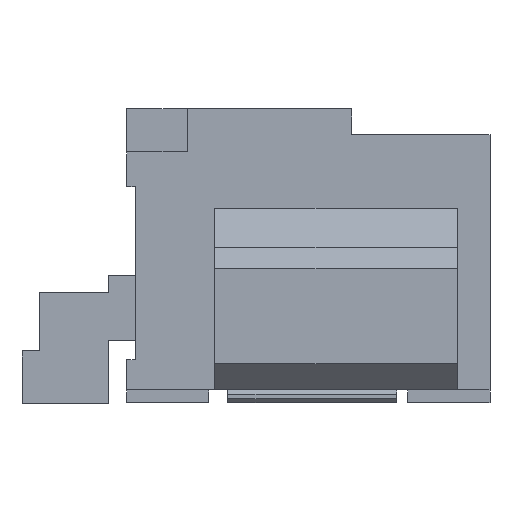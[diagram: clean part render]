
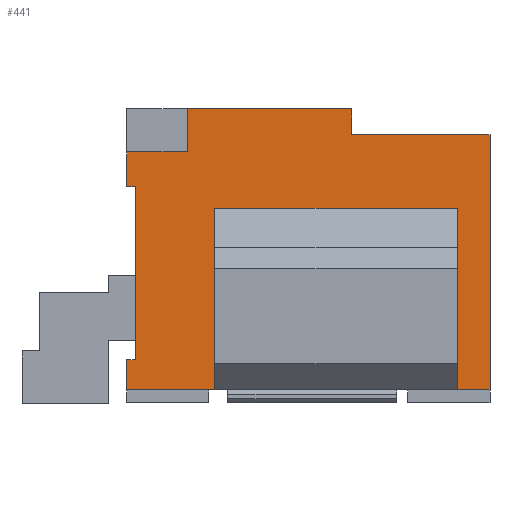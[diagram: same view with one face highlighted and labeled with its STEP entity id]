
A CAD part, left-side view. The second image highlights one B-rep face of the part: STEP entity #441.
In plain terms, the highlighted planar face has unit normal (-1, 0, 0).
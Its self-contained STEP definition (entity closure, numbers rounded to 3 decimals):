
#441 = ADVANCED_FACE( '', ( #865 ), #866, .T. );
#865 = FACE_OUTER_BOUND( '', #1291, .T. );
#866 = PLANE( '', #1292 );
#1291 = EDGE_LOOP( '', ( #2382, #2383, #2384, #2385, #2386, #2387, #2388, #2389, #2390, #2391, #2392, #2393, #2394, #2395, #2396, #2397 ) );
#1292 = AXIS2_PLACEMENT_3D( '', #2398, #2399, #2400 );
#2382 = ORIENTED_EDGE( '', *, *, #3135, .F. );
#2383 = ORIENTED_EDGE( '', *, *, #2806, .T. );
#2384 = ORIENTED_EDGE( '', *, *, #2743, .F. );
#2385 = ORIENTED_EDGE( '', *, *, #3060, .F. );
#2386 = ORIENTED_EDGE( '', *, *, #3160, .T. );
#2387 = ORIENTED_EDGE( '', *, *, #2942, .F. );
#2388 = ORIENTED_EDGE( '', *, *, #3165, .T. );
#2389 = ORIENTED_EDGE( '', *, *, #3166, .T. );
#2390 = ORIENTED_EDGE( '', *, *, #3167, .F. );
#2391 = ORIENTED_EDGE( '', *, *, #3075, .F. );
#2392 = ORIENTED_EDGE( '', *, *, #3012, .F. );
#2393 = ORIENTED_EDGE( '', *, *, #3168, .T. );
#2394 = ORIENTED_EDGE( '', *, *, #3137, .F. );
#2395 = ORIENTED_EDGE( '', *, *, #2918, .T. );
#2396 = ORIENTED_EDGE( '', *, *, #2761, .T. );
#2397 = ORIENTED_EDGE( '', *, *, #2980, .T. );
#2398 = CARTESIAN_POINT( '', ( -2.125, 0., 0. ) );
#2399 = DIRECTION( '', ( -1., 0., 0. ) );
#2400 = DIRECTION( '', ( 0., 0., 1. ) );
#2743 = EDGE_CURVE( '', #3289, #3290, #3291, .T. );
#2761 = EDGE_CURVE( '', #3317, #3321, #3323, .T. );
#2806 = EDGE_CURVE( '', #3401, #3290, #3402, .T. );
#2918 = EDGE_CURVE( '', #3592, #3317, #3593, .T. );
#2942 = EDGE_CURVE( '', #3624, #3626, #3627, .T. );
#2980 = EDGE_CURVE( '', #3321, #3683, #3686, .T. );
#3012 = EDGE_CURVE( '', #3729, #3730, #3731, .T. );
#3060 = EDGE_CURVE( '', #3789, #3289, #3791, .T. );
#3075 = EDGE_CURVE( '', #3730, #3811, #3812, .T. );
#3135 = EDGE_CURVE( '', #3401, #3683, #3892, .T. );
#3137 = EDGE_CURVE( '', #3592, #3894, #3895, .T. );
#3160 = EDGE_CURVE( '', #3789, #3626, #3921, .T. );
#3165 = EDGE_CURVE( '', #3624, #3927, #3928, .T. );
#3166 = EDGE_CURVE( '', #3927, #3929, #3930, .T. );
#3167 = EDGE_CURVE( '', #3811, #3929, #3931, .T. );
#3168 = EDGE_CURVE( '', #3729, #3894, #3932, .T. );
#3289 = VERTEX_POINT( '', #4087 );
#3290 = VERTEX_POINT( '', #4088 );
#3291 = LINE( '', #4089, #4090 );
#3317 = VERTEX_POINT( '', #4127 );
#3321 = VERTEX_POINT( '', #4133 );
#3323 = LINE( '', #4136, #4137 );
#3401 = VERTEX_POINT( '', #4252 );
#3402 = LINE( '', #4253, #4254 );
#3592 = VERTEX_POINT( '', #4536 );
#3593 = LINE( '', #4537, #4538 );
#3624 = VERTEX_POINT( '', #4585 );
#3626 = VERTEX_POINT( '', #4588 );
#3627 = LINE( '', #4589, #4590 );
#3683 = VERTEX_POINT( '', #4675 );
#3686 = LINE( '', #4679, #4680 );
#3729 = VERTEX_POINT( '', #4744 );
#3730 = VERTEX_POINT( '', #4745 );
#3731 = LINE( '', #4746, #4747 );
#3789 = VERTEX_POINT( '', #4837 );
#3791 = LINE( '', #4840, #4841 );
#3811 = VERTEX_POINT( '', #4871 );
#3812 = LINE( '', #4872, #4873 );
#3892 = LINE( '', #4997, #4998 );
#3894 = VERTEX_POINT( '', #5001 );
#3895 = LINE( '', #5002, #5003 );
#3921 = LINE( '', #5045, #5046 );
#3927 = VERTEX_POINT( '', #5054 );
#3928 = LINE( '', #5055, #5056 );
#3929 = VERTEX_POINT( '', #5057 );
#3930 = LINE( '', #5058, #5059 );
#3931 = LINE( '', #5060, #5061 );
#3932 = LINE( '', #5062, #5063 );
#4087 = CARTESIAN_POINT( '', ( -2.125, -0.5, 1.4 ) );
#4088 = CARTESIAN_POINT( '', ( -2.125, -2.1, 1.4 ) );
#4089 = CARTESIAN_POINT( '', ( -2.125, 0., 1.4 ) );
#4090 = VECTOR( '', #5162, 1000. );
#4127 = CARTESIAN_POINT( '', ( -2.125, 1.08, 0.55 ) );
#4133 = CARTESIAN_POINT( '', ( -2.125, -1.72, 0.55 ) );
#4136 = CARTESIAN_POINT( '', ( -2.125, -1.72, 0.55 ) );
#4137 = VECTOR( '', #5177, 1000. );
#4252 = CARTESIAN_POINT( '', ( -2.125, -2.1, -1.55 ) );
#4253 = CARTESIAN_POINT( '', ( -2.125, -2.1, -1.7 ) );
#4254 = VECTOR( '', #5215, 1000. );
#4536 = CARTESIAN_POINT( '', ( -2.125, 1.08, -1.55 ) );
#4537 = CARTESIAN_POINT( '', ( -2.125, 1.08, -1.7 ) );
#4538 = VECTOR( '', #5308, 1000. );
#4585 = CARTESIAN_POINT( '', ( -2.125, 1.4, 1.2 ) );
#4588 = CARTESIAN_POINT( '', ( -2.125, 1.4, 1.7 ) );
#4589 = CARTESIAN_POINT( '', ( -2.125, 1.4, 1.2 ) );
#4590 = VECTOR( '', #5326, 1000. );
#4675 = CARTESIAN_POINT( '', ( -2.125, -1.72, -1.55 ) );
#4679 = CARTESIAN_POINT( '', ( -2.125, -1.72, 0.1 ) );
#4680 = VECTOR( '', #5357, 1000. );
#4744 = CARTESIAN_POINT( '', ( -2.125, 2.1, -1.2 ) );
#4745 = CARTESIAN_POINT( '', ( -2.125, 2., -1.2 ) );
#4746 = CARTESIAN_POINT( '', ( -2.125, 0., -1.2 ) );
#4747 = VECTOR( '', #5379, 1000. );
#4837 = CARTESIAN_POINT( '', ( -2.125, -0.5, 1.7 ) );
#4840 = CARTESIAN_POINT( '', ( -2.125, -0.5, 0. ) );
#4841 = VECTOR( '', #5413, 1000. );
#4871 = CARTESIAN_POINT( '', ( -2.125, 2., 0.8 ) );
#4872 = CARTESIAN_POINT( '', ( -2.125, 2., 0. ) );
#4873 = VECTOR( '', #5424, 1000. );
#4997 = CARTESIAN_POINT( '', ( -2.125, 0., -1.55 ) );
#4998 = VECTOR( '', #5469, 1000. );
#5001 = CARTESIAN_POINT( '', ( -2.125, 2.1, -1.55 ) );
#5002 = CARTESIAN_POINT( '', ( -2.125, 0., -1.55 ) );
#5003 = VECTOR( '', #5471, 1000. );
#5045 = CARTESIAN_POINT( '', ( -2.125, -2.1, 1.7 ) );
#5046 = VECTOR( '', #5488, 1000. );
#5054 = CARTESIAN_POINT( '', ( -2.125, 2.1, 1.2 ) );
#5055 = CARTESIAN_POINT( '', ( -2.125, 1.4, 1.2 ) );
#5056 = VECTOR( '', #5491, 1000. );
#5057 = CARTESIAN_POINT( '', ( -2.125, 2.1, 0.8 ) );
#5058 = CARTESIAN_POINT( '', ( -2.125, 2.1, 1.7 ) );
#5059 = VECTOR( '', #5492, 1000. );
#5060 = CARTESIAN_POINT( '', ( -2.125, 0., 0.8 ) );
#5061 = VECTOR( '', #5493, 1000. );
#5062 = CARTESIAN_POINT( '', ( -2.125, 2.1, 1.7 ) );
#5063 = VECTOR( '', #5494, 1000. );
#5162 = DIRECTION( '', ( 0., -1., 0. ) );
#5177 = DIRECTION( '', ( 0., -1., 0. ) );
#5215 = DIRECTION( '', ( 0., 0., 1. ) );
#5308 = DIRECTION( '', ( 0., 0., 1. ) );
#5326 = DIRECTION( '', ( 0., 0., 1. ) );
#5357 = DIRECTION( '', ( 0., 0., -1. ) );
#5379 = DIRECTION( '', ( 0., -1., 0. ) );
#5413 = DIRECTION( '', ( 0., 0., -1. ) );
#5424 = DIRECTION( '', ( 0., 0., 1. ) );
#5469 = DIRECTION( '', ( 0., 1., 0. ) );
#5471 = DIRECTION( '', ( 0., 1., 0. ) );
#5488 = DIRECTION( '', ( 0., 1., 0. ) );
#5491 = DIRECTION( '', ( 0., 1., 0. ) );
#5492 = DIRECTION( '', ( 0., 0., -1. ) );
#5493 = DIRECTION( '', ( 0., 1., 0. ) );
#5494 = DIRECTION( '', ( 0., 0., -1. ) );
